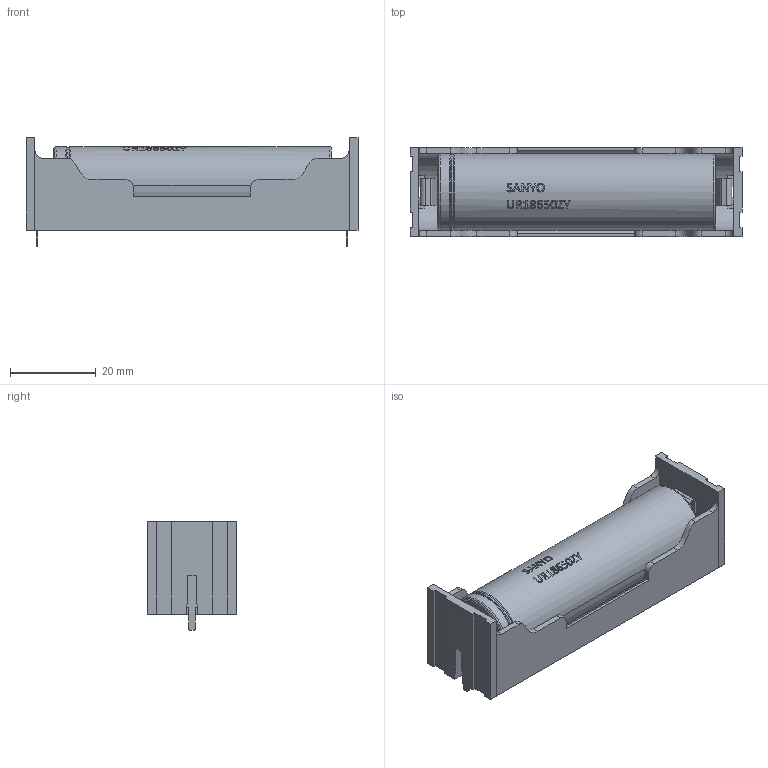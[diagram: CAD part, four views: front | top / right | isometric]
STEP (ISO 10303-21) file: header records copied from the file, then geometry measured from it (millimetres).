
FILE_DESCRIPTION (( 'STEP AP214' ), '1' );
FILE_NAME ('X1B.STEP', '2018-12-11T19:19:55', ( 'SAIRUS' ), ( '' ), 'SwSTEP 2.0', 'SolidWorks 2019', '' );
FILE_SCHEMA (( 'AUTOMOTIVE_DESIGN' ));
Length unit declared in the file: millimetre
Products named in the file (4): 18650_Cell only; 18650m_1; X1B; 18650s
Assembly tree (4 placements, depth 2):
  X1B
    18650m_1
    18650s  x2
    18650_Cell only
Bounding box: 77.65 x 20.8 x 25.48 mm (x, y, z)
Volume: 24518.8 mm3; surface area: 13828.3 mm2
Topology: 5 solids, 6 shells, 545 faces, 1449 edges, 918 vertices
Faces by surface type: plane 213, bspline 196, cylinder 100, torus 32, cone 4
Entity records: 34420 total; most frequent: CARTESIAN_POINT 19862, ORIENTED_EDGE 2686, DIRECTION 1585, EDGE_CURVE 1343, VERTEX_POINT 858, B_SPLINE_CURVE_WITH_KNOTS 618, AXIS2_PLACEMENT_3D 552, EDGE_LOOP 521
